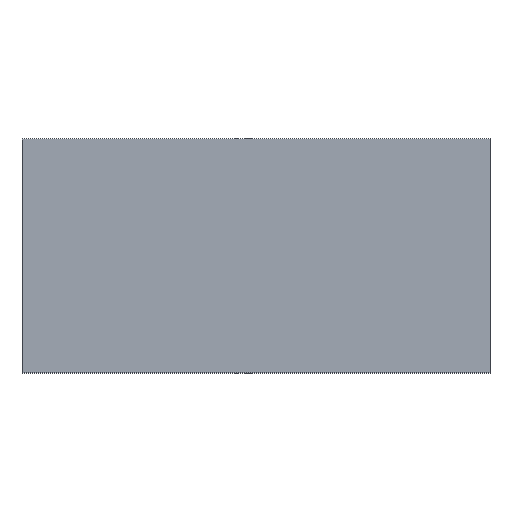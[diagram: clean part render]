
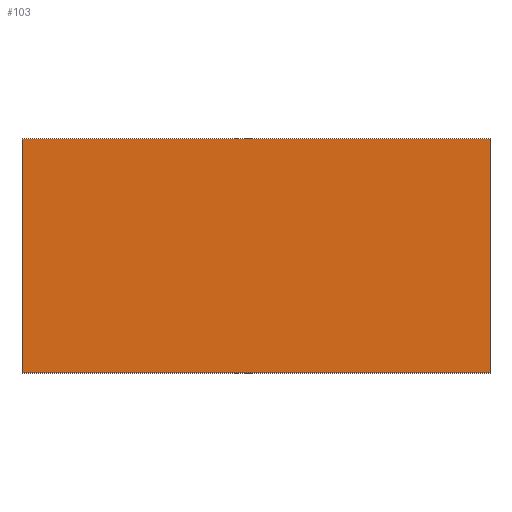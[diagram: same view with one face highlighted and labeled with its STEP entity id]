
A CAD part, top view. The second image highlights one B-rep face of the part: STEP entity #103.
In plain terms, the highlighted planar face has unit normal (0, 0, 1).
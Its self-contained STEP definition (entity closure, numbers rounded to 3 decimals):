
#103 = ADVANCED_FACE( '', ( #180 ), #181, .T. );
#180 = FACE_OUTER_BOUND( '', #248, .T. );
#181 = PLANE( '', #249 );
#248 = EDGE_LOOP( '', ( #304, #305, #306, #307 ) );
#249 = AXIS2_PLACEMENT_3D( '', #308, #309, #310 );
#304 = ORIENTED_EDGE( '', *, *, #449, .T. );
#305 = ORIENTED_EDGE( '', *, *, #450, .T. );
#306 = ORIENTED_EDGE( '', *, *, #451, .T. );
#307 = ORIENTED_EDGE( '', *, *, #452, .T. );
#308 = CARTESIAN_POINT( '', ( 0., 0., 0.15 ) );
#309 = DIRECTION( '', ( 0., 0., 1. ) );
#310 = DIRECTION( '', ( 1., 0., 0. ) );
#449 = EDGE_CURVE( '', #503, #504, #505, .T. );
#450 = EDGE_CURVE( '', #504, #506, #507, .T. );
#451 = EDGE_CURVE( '', #506, #508, #509, .T. );
#452 = EDGE_CURVE( '', #508, #503, #510, .T. );
#503 = VERTEX_POINT( '', #581 );
#504 = VERTEX_POINT( '', #582 );
#505 = LINE( '', #583, #584 );
#506 = VERTEX_POINT( '', #585 );
#507 = LINE( '', #586, #587 );
#508 = VERTEX_POINT( '', #588 );
#509 = LINE( '', #589, #590 );
#510 = LINE( '', #591, #592 );
#581 = CARTESIAN_POINT( '', ( -200., 100., 0.15 ) );
#582 = CARTESIAN_POINT( '', ( -200., -100., 0.15 ) );
#583 = CARTESIAN_POINT( '', ( -200., 100., 0.15 ) );
#584 = VECTOR( '', #694, 1000. );
#585 = CARTESIAN_POINT( '', ( 200., -100., 0.15 ) );
#586 = CARTESIAN_POINT( '', ( -200., -100., 0.15 ) );
#587 = VECTOR( '', #695, 1000. );
#588 = CARTESIAN_POINT( '', ( 200., 100., 0.15 ) );
#589 = CARTESIAN_POINT( '', ( 200., -100., 0.15 ) );
#590 = VECTOR( '', #696, 1000. );
#591 = CARTESIAN_POINT( '', ( 200., 100., 0.15 ) );
#592 = VECTOR( '', #697, 1000. );
#694 = DIRECTION( '', ( 0., -1., 0. ) );
#695 = DIRECTION( '', ( 1., 0., 0. ) );
#696 = DIRECTION( '', ( 0., 1., 0. ) );
#697 = DIRECTION( '', ( -1., 0., 0. ) );
